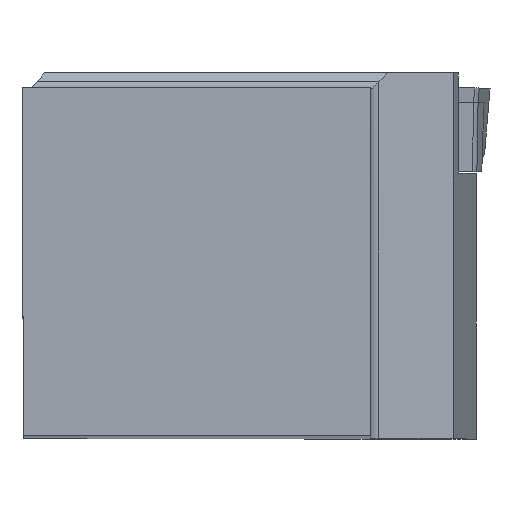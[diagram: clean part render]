
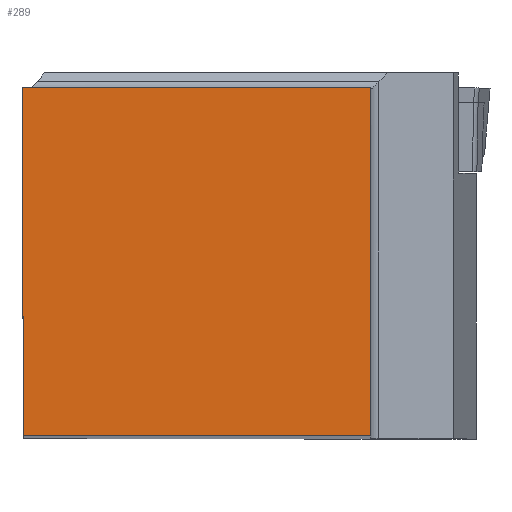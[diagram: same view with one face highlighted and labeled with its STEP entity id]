
A CAD part, top view. The second image highlights one B-rep face of the part: STEP entity #289.
In plain terms, the highlighted planar face has unit normal (0, 0, 1).
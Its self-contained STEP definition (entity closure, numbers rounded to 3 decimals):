
#289=ADVANCED_FACE('CU_BACK_SU1',(#433),#382,.F.);
#382=PLANE('',#1780);
#433=FACE_OUTER_BOUND('',#515,.T.);
#515=EDGE_LOOP('',(#647,#648,#649,#650));
#647=ORIENTED_EDGE('',*,*,#1254,.F.);
#648=ORIENTED_EDGE('',*,*,#1255,.T.);
#649=ORIENTED_EDGE('',*,*,#1256,.T.);
#650=ORIENTED_EDGE('',*,*,#1236,.T.);
#1083=VERTEX_POINT('',#2414);
#1084=VERTEX_POINT('',#2416);
#1099=VERTEX_POINT('',#2452);
#1100=VERTEX_POINT('',#2454);
#1236=EDGE_CURVE('',#1084,#1083,#1465,.T.);
#1254=EDGE_CURVE('',#1099,#1083,#1480,.T.);
#1255=EDGE_CURVE('',#1099,#1100,#1481,.T.);
#1256=EDGE_CURVE('',#1100,#1084,#1482,.T.);
#1465=LINE('',#2415,#1585);
#1480=LINE('',#2451,#1600);
#1481=LINE('',#2453,#1601);
#1482=LINE('',#2455,#1602);
#1585=VECTOR('',#1951,1.);
#1600=VECTOR('',#1978,1.);
#1601=VECTOR('',#1979,1.);
#1602=VECTOR('',#1980,1.);
#1780=AXIS2_PLACEMENT_3D('',#2456,#1981,#1982);
#1951=DIRECTION('',(1.,0.,0.));
#1978=DIRECTION('',(0.,-1.,0.));
#1979=DIRECTION('',(-1.,0.,0.));
#1980=DIRECTION('',(0.004,-1.,0.));
#1981=DIRECTION('',(0.,0.,-1.));
#1982=DIRECTION('',(0.,-1.,0.));
#2414=CARTESIAN_POINT('',(18.923,0.,0.));
#2415=CARTESIAN_POINT('',(-22.946,0.,0.));
#2416=CARTESIAN_POINT('',(0.083,0.,0.));
#2451=CARTESIAN_POINT('',(18.923,38.923,0.));
#2452=CARTESIAN_POINT('',(18.923,18.923,0.));
#2453=CARTESIAN_POINT('',(-22.946,18.923,0.));
#2454=CARTESIAN_POINT('',(0.,18.923,0.));
#2455=CARTESIAN_POINT('',(-0.088,39.023,0.));
#2456=CARTESIAN_POINT('',(-22.946,38.923,0.));
